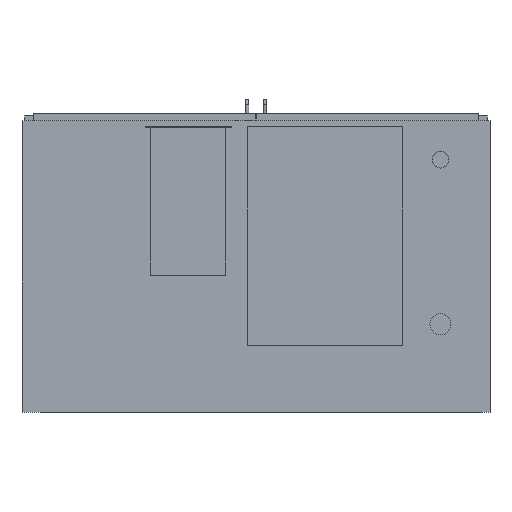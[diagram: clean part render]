
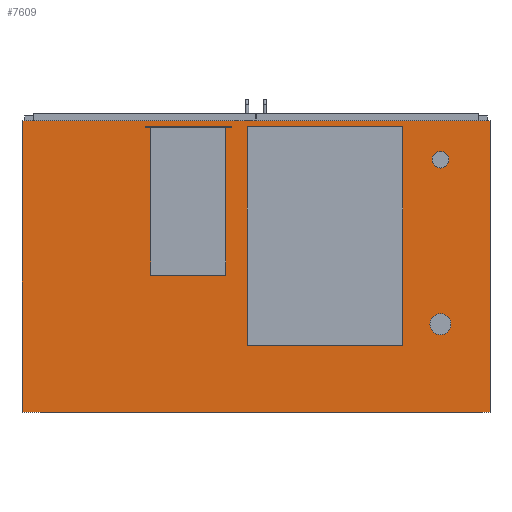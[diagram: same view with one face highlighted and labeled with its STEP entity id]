
A CAD part, front view. The second image highlights one B-rep face of the part: STEP entity #7609.
In plain terms, the highlighted planar face has unit normal (0, -1, 0).
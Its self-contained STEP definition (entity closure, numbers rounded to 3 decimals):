
#106=FACE_BOUND('',#1013,.T.);
#107=FACE_BOUND('',#1014,.T.);
#137=PLANE('',#8141);
#549=FACE_OUTER_BOUND('',#1012,.T.);
#1012=EDGE_LOOP('',(#5421,#5422,#5423,#5424));
#1013=EDGE_LOOP('',(#5425));
#1014=EDGE_LOOP('',(#5426));
#1495=LINE('',#10864,#2477);
#1498=LINE('',#10870,#2480);
#1501=LINE('',#10876,#2483);
#1504=LINE('',#10880,#2486);
#2477=VECTOR('',#8739,10.);
#2480=VECTOR('',#8744,10.);
#2483=VECTOR('',#8749,10.);
#2486=VECTOR('',#8754,10.);
#3444=CIRCLE('',#8125,20.);
#3446=CIRCLE('',#8129,25.);
#3552=VERTEX_POINT('',#10821);
#3554=VERTEX_POINT('',#10828);
#3565=VERTEX_POINT('',#10861);
#3566=VERTEX_POINT('',#10863);
#3568=VERTEX_POINT('',#10869);
#3570=VERTEX_POINT('',#10875);
#4279=EDGE_CURVE('',#3552,#3552,#3444,.T.);
#4282=EDGE_CURVE('',#3554,#3554,#3446,.T.);
#4297=EDGE_CURVE('',#3566,#3565,#1495,.T.);
#4300=EDGE_CURVE('',#3568,#3566,#1498,.T.);
#4303=EDGE_CURVE('',#3570,#3568,#1501,.T.);
#4306=EDGE_CURVE('',#3565,#3570,#1504,.T.);
#5421=ORIENTED_EDGE('',*,*,#4306,.T.);
#5422=ORIENTED_EDGE('',*,*,#4303,.T.);
#5423=ORIENTED_EDGE('',*,*,#4300,.T.);
#5424=ORIENTED_EDGE('',*,*,#4297,.T.);
#5425=ORIENTED_EDGE('',*,*,#4279,.T.);
#5426=ORIENTED_EDGE('',*,*,#4282,.T.);
#7609=ADVANCED_FACE('',(#549,#106,#107),#137,.T.);
#8125=AXIS2_PLACEMENT_3D('',#10823,#8700,#8701);
#8129=AXIS2_PLACEMENT_3D('',#10830,#8709,#8710);
#8141=AXIS2_PLACEMENT_3D('',#10882,#8757,#8758);
#8700=DIRECTION('center_axis',(0.,1.,0.));
#8701=DIRECTION('ref_axis',(1.,0.,0.));
#8709=DIRECTION('center_axis',(0.,1.,0.));
#8710=DIRECTION('ref_axis',(1.,0.,0.));
#8739=DIRECTION('',(-1.,0.,0.));
#8744=DIRECTION('',(0.,0.,1.));
#8749=DIRECTION('',(1.,0.,0.));
#8754=DIRECTION('',(0.,0.,-1.));
#8757=DIRECTION('center_axis',(0.,-1.,0.));
#8758=DIRECTION('ref_axis',(0.,0.,-1.));
#10821=CARTESIAN_POINT('',(419.5,-390.,254.5));
#10823=CARTESIAN_POINT('Origin',(439.5,-390.,254.5));
#10828=CARTESIAN_POINT('',(414.5,-390.,-137.5));
#10830=CARTESIAN_POINT('Origin',(439.5,-390.,-137.5));
#10861=CARTESIAN_POINT('',(-557.5,-390.,347.5));
#10863=CARTESIAN_POINT('',(557.5,-390.,347.5));
#10864=CARTESIAN_POINT('',(-557.5,-390.,347.5));
#10869=CARTESIAN_POINT('',(557.5,-390.,-347.5));
#10870=CARTESIAN_POINT('',(557.5,-390.,347.5));
#10875=CARTESIAN_POINT('',(-557.5,-390.,-347.5));
#10876=CARTESIAN_POINT('',(557.5,-390.,-347.5));
#10880=CARTESIAN_POINT('',(-557.5,-390.,-347.5));
#10882=CARTESIAN_POINT('Origin',(0.,-390.,0.));
